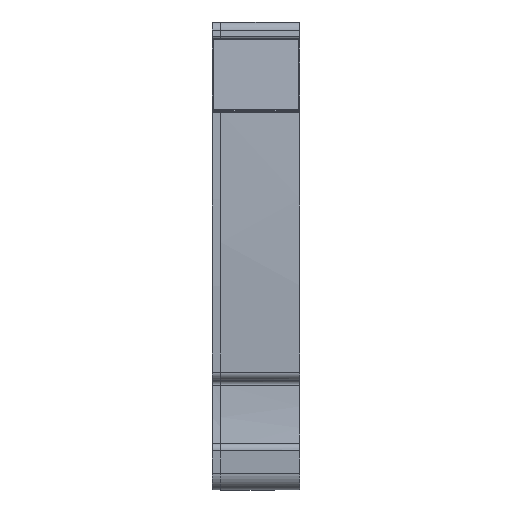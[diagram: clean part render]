
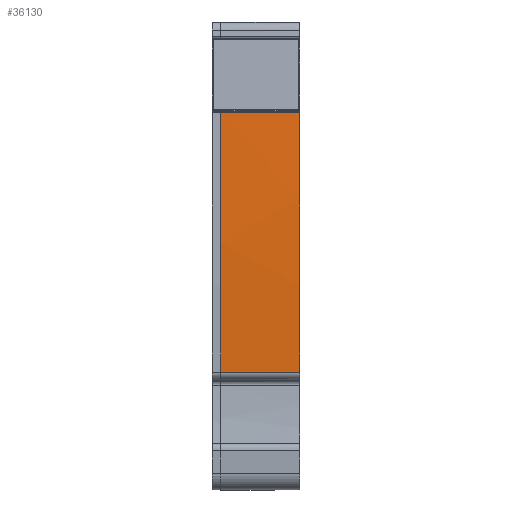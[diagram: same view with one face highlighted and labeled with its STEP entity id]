
A CAD part, front view. The second image highlights one B-rep face of the part: STEP entity #36130.
In plain terms, the highlighted cylindrical face has radius 240 mm (diameter 480 mm), a partial arc.
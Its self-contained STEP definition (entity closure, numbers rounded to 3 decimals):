
#36110=AXIS2_PLACEMENT_3D('Cylinder Axis2P3D',#36107,#36108,#36109) ;
#36114=AXIS2_PLACEMENT_3D('Circle Axis2P3D',#36112,#36113,$) ;
#33292=CARTESIAN_POINT('Vertex',(1.,1.528,13.395)) ;
#33296=CARTESIAN_POINT('Control Point',(1.,1.731,42.906)) ;
#33297=CARTESIAN_POINT('Control Point',(1.,1.328,37.014)) ;
#33298=CARTESIAN_POINT('Control Point',(1.,1.105,31.109)) ;
#33299=CARTESIAN_POINT('Control Point',(1.,1.064,25.2)) ;
#33300=CARTESIAN_POINT('Control Point',(1.,1.206,19.293)) ;
#33301=CARTESIAN_POINT('Control Point',(1.,1.528,13.395)) ;
#33302=CARTESIAN_POINT('Vertex',(1.,1.731,42.906)) ;
#36092=CARTESIAN_POINT('Vertex',(10.,1.528,13.395)) ;
#36095=CARTESIAN_POINT('Line Origine',(5.,1.528,13.395)) ;
#36107=CARTESIAN_POINT('Axis2P3D Location',(5.,241.17,26.5)) ;
#36112=CARTESIAN_POINT('Axis2P3D Location',(10.,241.17,26.5)) ;
#36116=CARTESIAN_POINT('Vertex',(10.,1.731,42.906)) ;
#36119=CARTESIAN_POINT('Line Origine',(5.,1.731,42.906)) ;
#36096=DIRECTION('Vector Direction',(1.,0.,0.)) ;
#36108=DIRECTION('Axis2P3D Direction',(1.,0.,0.)) ;
#36109=DIRECTION('Axis2P3D XDirection',(0.,-0.994,0.107)) ;
#36113=DIRECTION('Axis2P3D Direction',(1.,0.,0.)) ;
#36120=DIRECTION('Vector Direction',(1.,0.,0.)) ;
#36097=VECTOR('Line Direction',#36096,1.) ;
#36121=VECTOR('Line Direction',#36120,1.) ;
#36125=ORIENTED_EDGE('',*,*,#36099,.F.) ;
#36126=ORIENTED_EDGE('',*,*,#36118,.F.) ;
#36127=ORIENTED_EDGE('',*,*,#36123,.T.) ;
#36128=ORIENTED_EDGE('',*,*,#33304,.F.) ;
#36130=ADVANCED_FACE('V8',(#36129),#36111,.T.) ;
#33295=B_SPLINE_CURVE_WITH_KNOTS('',5,(#33296,#33297,#33298,#33299,#33300,#33301),.UNSPECIFIED.,.F.,.U.,(6,6),(0.,41.762),.UNSPECIFIED.) ;
#36115=CIRCLE('generated circle',#36114,240.) ;
#36111=CYLINDRICAL_SURFACE('generated cylinder',#36110,240.) ;
#33304=EDGE_CURVE('',#33293,#33303,#33295,.F.) ;
#36099=EDGE_CURVE('',#36093,#33293,#36098,.F.) ;
#36118=EDGE_CURVE('',#36117,#36093,#36115,.T.) ;
#36123=EDGE_CURVE('',#36117,#33303,#36122,.F.) ;
#36124=EDGE_LOOP('',(#36125,#36126,#36127,#36128)) ;
#36129=FACE_OUTER_BOUND('',#36124,.T.) ;
#36098=LINE('Line',#36095,#36097) ;
#36122=LINE('Line',#36119,#36121) ;
#33293=VERTEX_POINT('',#33292) ;
#33303=VERTEX_POINT('',#33302) ;
#36093=VERTEX_POINT('',#36092) ;
#36117=VERTEX_POINT('',#36116) ;
